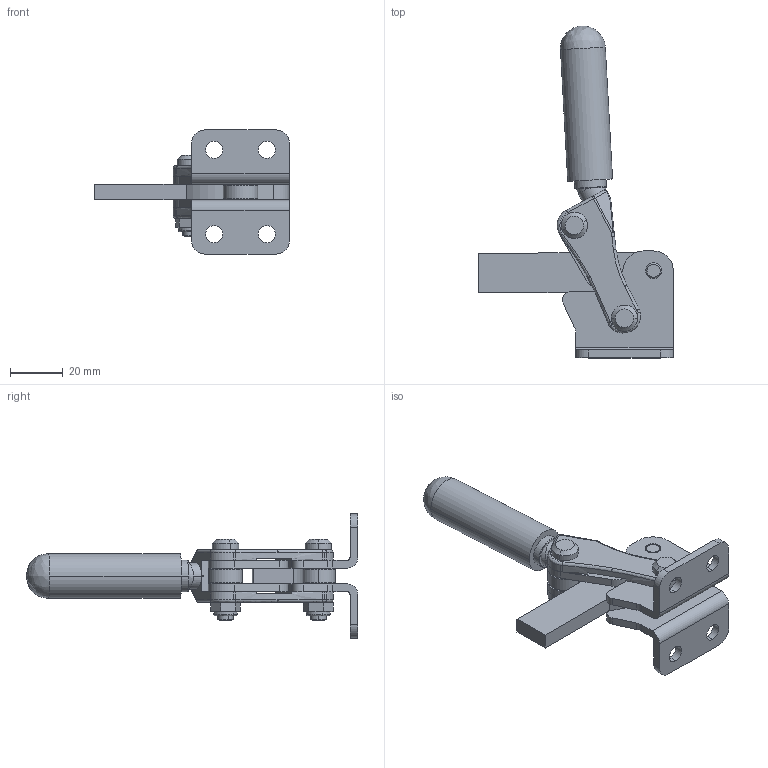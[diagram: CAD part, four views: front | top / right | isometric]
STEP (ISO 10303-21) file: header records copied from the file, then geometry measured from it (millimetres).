
FILE_DESCRIPTION (( 'STEP AP214' ), '1' );
FILE_NAME ('M33-2.STEP', '2023-05-11T13:09:57', ( '' ), ( '' ), 'SwSTEP 2.0', 'SolidWorks 2015', '' );
FILE_SCHEMA (( 'AUTOMOTIVE_DESIGN' ));
Length unit declared in the file: millimetre
Products named in the file (11): M33-2_13 - Celik Kol; M33-2_02 - Govde; M33-2_06 - Tirtilli pim; M33-2_04 - Baski lamasi; M33-2_05 - Tirnak; M33-2_08 - Fiberli Somun; M33-2-01_Ayak; M33-2_07 - Ara halka; M33-2; M33-2_10 - Tirtilli Montaj Civatasi; M33-2_03 - Kol
Assembly tree (15 placements, depth 2):
  M33-2
    M33-2_06 - Tirtilli pim  x2
    M33-2_03 - Kol
    M33-2_07 - Ara halka  x2
    M33-2_04 - Baski lamasi
    M33-2_02 - Govde
    M33-2_05 - Tirnak  x2
    M33-2_10 - Tirtilli Montaj Civatasi  x2
    M33-2_08 - Fiberli Somun  x2
    M33-2_13 - Celik Kol
    M33-2-01_Ayak
Bounding box: 73.84 x 125.75 x 47 mm (x, y, z)
Volume: 46764 mm3; surface area: 30111.6 mm2
Topology: 17 solids, 17 shells, 511 faces, 1250 edges, 788 vertices
Faces by surface type: plane 194, cylinder 149, bspline 86, cone 82
Entity records: 18914 total; most frequent: CARTESIAN_POINT 6248, ORIENTED_EDGE 2116, DIRECTION 1876, EDGE_CURVE 1058, VERTEX_POINT 678, AXIS2_PLACEMENT_3D 644, LINE 588, VECTOR 588
